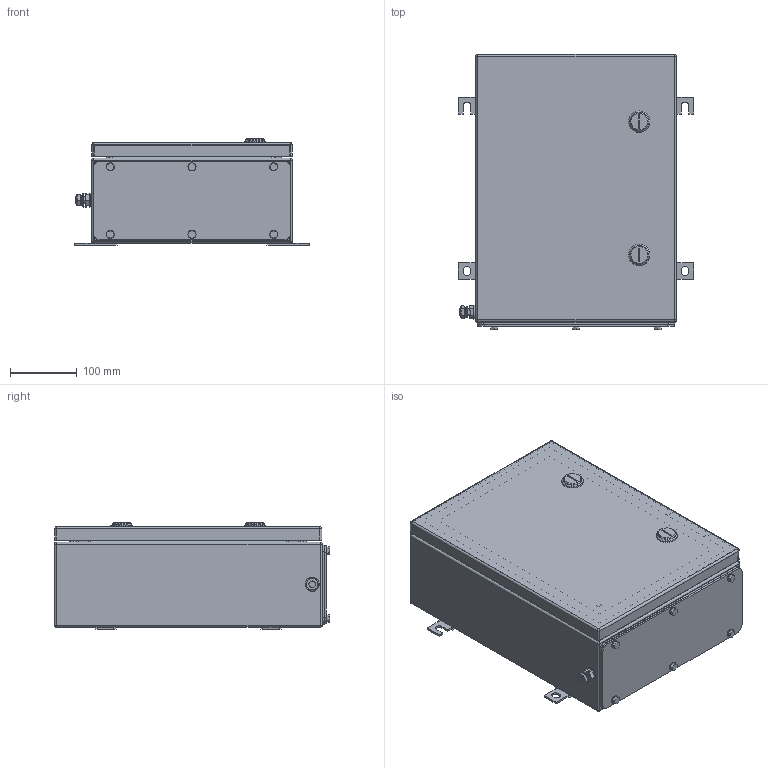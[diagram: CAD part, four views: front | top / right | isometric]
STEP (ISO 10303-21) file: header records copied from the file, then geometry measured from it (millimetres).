
FILE_DESCRIPTION(('CATIA V5 STEP Exchange','CAx-IF Rec.Pracs.--- Model Styling and Organization---1.4--- 2014-01-23'),'2;1');
FILE_NAME ('008796-8_3_1200230000_1200230000.stp','2019-09-23T07:26:00+00:00',('none'),('Weidmueller'),'CATIA Version 5-6 Release 2016 SP3 HF44','CATIA V5 STEP AP214','none');
FILE_SCHEMA(('AUTOMOTIVE_DESIGN { 1 0 10303 214 1 1 1 1 }'));
Length unit declared in the file: millimetre
Products named in the file (1): 1200230000
Bounding box: 351 x 411 x 159.8 mm (x, y, z)
Volume: 1023200 mm3; surface area: 1178065 mm2
Topology: 60 solids, 62 shells, 1241 faces, 2884 edges, 1798 vertices
Faces by surface type: plane 589, cylinder 474, cone 124, sphere 24, torus 22, bspline 8
Entity records: 33737 total; most frequent: CARTESIAN_POINT 7025, ORIENTED_EDGE 5672, DIRECTION 4551, EDGE_CURVE 2836, AXIS2_PLACEMENT_3D 1939, VERTEX_POINT 1798, VECTOR 1652, LINE 1652
